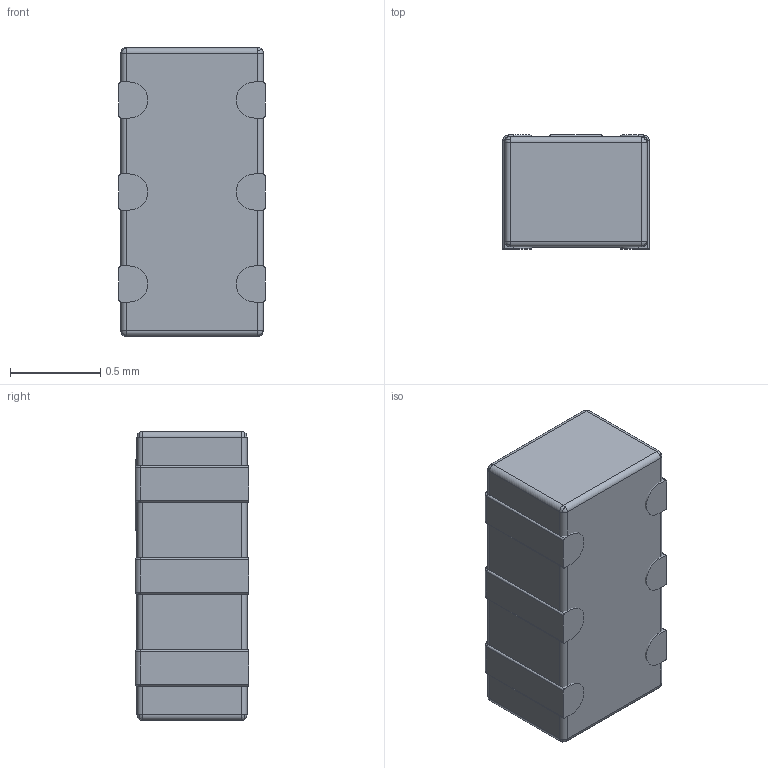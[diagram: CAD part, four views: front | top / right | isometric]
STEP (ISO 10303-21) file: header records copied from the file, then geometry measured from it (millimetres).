
FILE_DESCRIPTION (( 'STEP AP214' ), '1' );
FILE_NAME ('User Library-DCW-30-272+ (JC0603C).STEP', '2019-01-09T15:49:20', ( '' ), ( '' ), 'SwSTEP 2.0', 'SolidWorks 2018', '' );
FILE_SCHEMA (( 'AUTOMOTIVE_DESIGN' ));
Length unit declared in the file: millimetre
Products named in the file (1): User Library-DCW-30-272+ (JC0603C)
Bounding box: 0.81 x 0.63 x 1.6 mm (x, y, z)
Surface area: 8.2 mm2
Topology: 8 solids, 8 shells, 124 faces, 288 edges, 164 vertices
Faces by surface type: cylinder 52, plane 38, bspline 34
Entity records: 3871 total; most frequent: CARTESIAN_POINT 1137, DIRECTION 560, ORIENTED_EDGE 544, EDGE_CURVE 272, AXIS2_PLACEMENT_3D 219, VERTEX_POINT 164, CIRCLE 128, FACE_OUTER_BOUND 124
